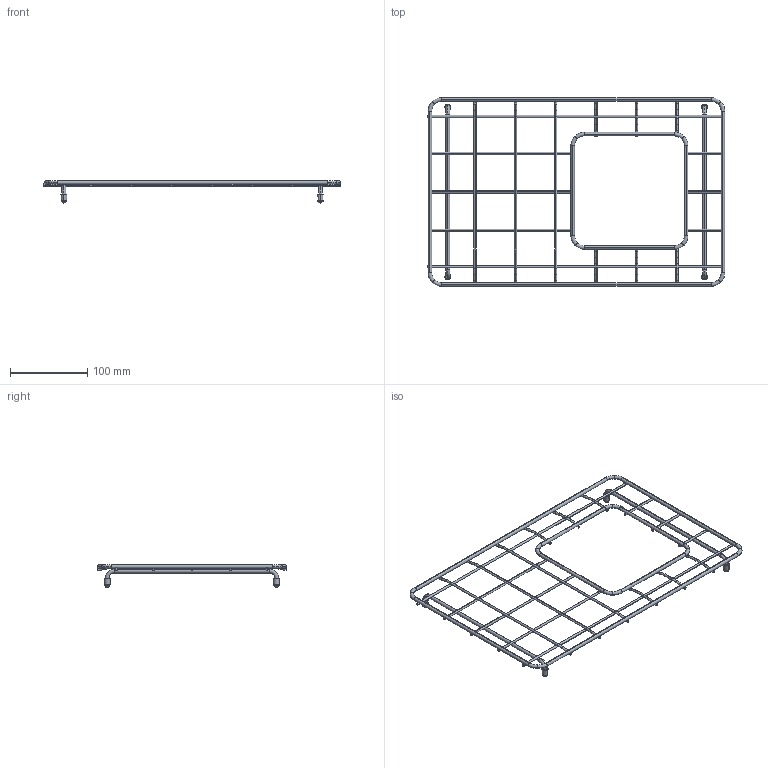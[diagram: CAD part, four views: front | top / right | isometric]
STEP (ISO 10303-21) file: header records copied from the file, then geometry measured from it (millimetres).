
FILE_DESCRIPTION((''),'2;1');
FILE_NAME('2300_2034_ASM','2021-10-14T',('timv'),(''),'CREO PARAMETRIC BY PTC INC, 2015080','CREO PARAMETRIC BY PTC INC, 2015080','');
FILE_SCHEMA(('CONFIG_CONTROL_DESIGN'));
Length unit declared in the file: millimetre
Products named in the file (18): CAN173810D3LK21_25; CAN173810D3LK21_3; CAN173810D3LK21_6; CAN173810D3LK21_11; CAN173810D3LK21_21; CAN173810D3LK21_12; CAN173810D3LK21_13; CAN173810D3LK21_16; CAN173810D3LK21_17; CAN173810D3LK21_19; CAN173810D3LK21_22; 2300-0034_LONGWIRE; CAN173810D3LK21_23; CAN173810D3LK21_24; GL-220; GLF-100; CAN173810D3LK21_ASM; 2300_2034_ASM
Assembly tree (26 placements, depth 3):
  2300_2034_ASM
    CAN173810D3LK21_ASM
      CAN173810D3LK21_25
      CAN173810D3LK21_3
      CAN173810D3LK21_6
      CAN173810D3LK21_11  x3
      CAN173810D3LK21_21  x3
      CAN173810D3LK21_12
      CAN173810D3LK21_13
      CAN173810D3LK21_16
      CAN173810D3LK21_17
      CAN173810D3LK21_19
      CAN173810D3LK21_22
      2300-0034_LONGWIRE  x2
      CAN173810D3LK21_23
      CAN173810D3LK21_24
      GL-220  x2
      GLF-100  x4
Bounding box: 386.06 x 245.42 x 29.4 mm (x, y, z)
Volume: 61171.3 mm3; surface area: 60776.6 mm2
Topology: 25 solids, 25 shells, 288 faces, 582 edges, 336 vertices
Faces by surface type: torus 112, cylinder 98, plane 46, cone 24, sphere 8
Entity records: 6605 total; most frequent: DIRECTION 1430, CARTESIAN_POINT 1026, ORIENTED_EDGE 928, AXIS2_PLACEMENT_3D 671, EDGE_CURVE 464, CIRCLE 376, VERTEX_POINT 267, EDGE_LOOP 227
